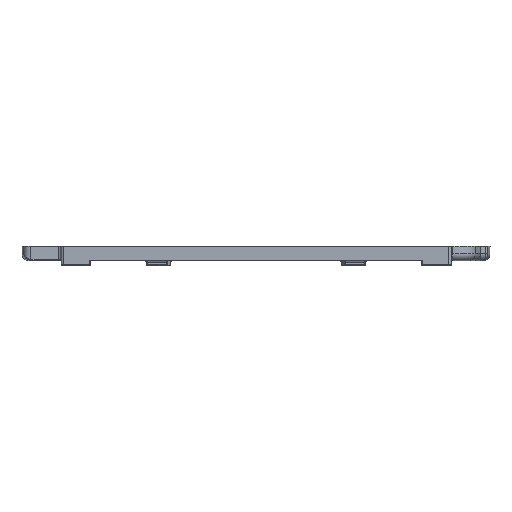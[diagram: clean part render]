
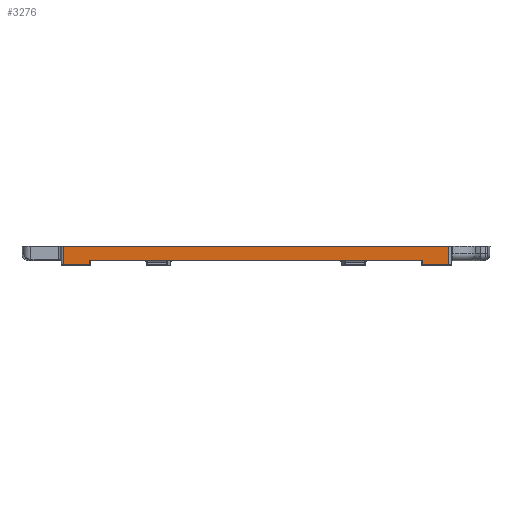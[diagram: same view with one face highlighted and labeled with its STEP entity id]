
A CAD part, front view. The second image highlights one B-rep face of the part: STEP entity #3276.
In plain terms, the highlighted planar face has unit normal (0, -1, 0).
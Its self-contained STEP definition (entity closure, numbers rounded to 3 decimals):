
#217 = DIRECTION ( 'NONE',  ( 0., 0., 1. ) ) ;
#346 = CARTESIAN_POINT ( 'NONE',  ( 68.3, -79., 6. ) ) ;
#421 = ORIENTED_EDGE ( 'NONE', *, *, #3086, .T. ) ;
#431 = CARTESIAN_POINT ( 'NONE',  ( 67.5, -79., 0.3 ) ) ;
#555 = VERTEX_POINT ( 'NONE', #2040 ) ;
#688 = CARTESIAN_POINT ( 'NONE',  ( -80., -79., 6. ) ) ;
#1039 = LINE ( 'NONE', #346, #6003 ) ;
#1303 = DIRECTION ( 'NONE',  ( 1., 0., 0. ) ) ;
#1389 = CARTESIAN_POINT ( 'NONE',  ( 79., -79., 6. ) ) ;
#1479 = CARTESIAN_POINT ( 'NONE',  ( 67.5, -79., -0.5 ) ) ;
#1503 = DIRECTION ( 'NONE',  ( 0., 0., 1. ) ) ;
#1632 = LINE ( 'NONE', #6966, #1971 ) ;
#1633 = LINE ( 'NONE', #4307, #6519 ) ;
#1824 = CARTESIAN_POINT ( 'NONE',  ( -79., -79., 6. ) ) ;
#1831 = CARTESIAN_POINT ( 'NONE',  ( -68.3, -79., -1.5 ) ) ;
#1856 = VERTEX_POINT ( 'NONE', #6424 ) ;
#1859 = LINE ( 'NONE', #5796, #7158 ) ;
#1878 = CARTESIAN_POINT ( 'NONE',  ( 68.3, -79., -1.5 ) ) ;
#1907 = DIRECTION ( 'NONE',  ( 0., 0., -1. ) ) ;
#1971 = VECTOR ( 'NONE', #1503, 1000. ) ;
#1996 = EDGE_CURVE ( 'NONE', #4210, #1856, #1633, .T. ) ;
#2040 = CARTESIAN_POINT ( 'NONE',  ( 68.3, -79., -0.5 ) ) ;
#2225 = VERTEX_POINT ( 'NONE', #3341 ) ;
#2256 = EDGE_LOOP ( 'NONE', ( #2353, #7409, #6839, #5783, #6715, #7306, #6444, #421, #6297, #7847 ) ) ;
#2353 = ORIENTED_EDGE ( 'NONE', *, *, #7192, .T. ) ;
#2364 = VERTEX_POINT ( 'NONE', #5647 ) ;
#2483 = VECTOR ( 'NONE', #3278, 1000. ) ;
#2602 = DIRECTION ( 'NONE',  ( 1., 0., 0. ) ) ;
#2794 = DIRECTION ( 'NONE',  ( 0., 1., 0. ) ) ;
#3006 = DIRECTION ( 'NONE',  ( 0., 0., -1. ) ) ;
#3046 = VERTEX_POINT ( 'NONE', #5241 ) ;
#3058 = EDGE_CURVE ( 'NONE', #5139, #4502, #4017, .T. ) ;
#3086 = EDGE_CURVE ( 'NONE', #1856, #4502, #3402, .T. ) ;
#3173 = DIRECTION ( 'NONE',  ( 1., 0., 0. ) ) ;
#3276 = ADVANCED_FACE ( 'NONE', ( #7060 ), #8322, .F. ) ;
#3278 = DIRECTION ( 'NONE',  ( 0., 0., 1. ) ) ;
#3336 = CARTESIAN_POINT ( 'NONE',  ( -67.5, -79., -0.5 ) ) ;
#3341 = CARTESIAN_POINT ( 'NONE',  ( -67.5, -79., 0.3 ) ) ;
#3402 = LINE ( 'NONE', #1389, #2483 ) ;
#3534 = VERTEX_POINT ( 'NONE', #5526 ) ;
#3703 = DIRECTION ( 'NONE',  ( 0., 1., 0. ) ) ;
#4017 = LINE ( 'NONE', #688, #5276 ) ;
#4210 = VERTEX_POINT ( 'NONE', #1878 ) ;
#4307 = CARTESIAN_POINT ( 'NONE',  ( -80., -79., -1.5 ) ) ;
#4386 = VECTOR ( 'NONE', #2602, 1000. ) ;
#4502 = VERTEX_POINT ( 'NONE', #8373 ) ;
#4529 = LINE ( 'NONE', #1824, #8408 ) ;
#5139 = VERTEX_POINT ( 'NONE', #8556 ) ;
#5241 = CARTESIAN_POINT ( 'NONE',  ( -68.3, -79., -0.5 ) ) ;
#5265 = AXIS2_PLACEMENT_3D ( 'NONE', #8407, #3703, #7715 ) ;
#5276 = VECTOR ( 'NONE', #1303, 1000. ) ;
#5300 = EDGE_CURVE ( 'NONE', #2364, #555, #7803, .T. ) ;
#5498 = EDGE_CURVE ( 'NONE', #555, #4210, #1039, .T. ) ;
#5499 = AXIS2_PLACEMENT_3D ( 'NONE', #3336, #7752, #6698 ) ;
#5526 = CARTESIAN_POINT ( 'NONE',  ( -79., -79., -1.5 ) ) ;
#5572 = AXIS2_PLACEMENT_3D ( 'NONE', #1479, #2794, #217 ) ;
#5610 = VERTEX_POINT ( 'NONE', #1831 ) ;
#5647 = CARTESIAN_POINT ( 'NONE',  ( 67.5, -79., 0.3 ) ) ;
#5700 = DIRECTION ( 'NONE',  ( 1., 0., 0. ) ) ;
#5783 = ORIENTED_EDGE ( 'NONE', *, *, #7424, .T. ) ;
#5796 = CARTESIAN_POINT ( 'NONE',  ( -68., -79., -1.5 ) ) ;
#5927 = LINE ( 'NONE', #431, #4386 ) ;
#6003 = VECTOR ( 'NONE', #3006, 1000. ) ;
#6249 = EDGE_CURVE ( 'NONE', #5610, #3046, #1632, .T. ) ;
#6297 = ORIENTED_EDGE ( 'NONE', *, *, #3058, .F. ) ;
#6424 = CARTESIAN_POINT ( 'NONE',  ( 79., -79., -1.5 ) ) ;
#6444 = ORIENTED_EDGE ( 'NONE', *, *, #1996, .T. ) ;
#6519 = VECTOR ( 'NONE', #5700, 1000. ) ;
#6698 = DIRECTION ( 'NONE',  ( 0., 0., 1. ) ) ;
#6715 = ORIENTED_EDGE ( 'NONE', *, *, #5300, .T. ) ;
#6839 = ORIENTED_EDGE ( 'NONE', *, *, #7836, .T. ) ;
#6888 = CIRCLE ( 'NONE', #5499, 0.8 ) ;
#6966 = CARTESIAN_POINT ( 'NONE',  ( -68.3, -79., 6. ) ) ;
#7060 = FACE_OUTER_BOUND ( 'NONE', #2256, .T. ) ;
#7158 = VECTOR ( 'NONE', #3173, 1000. ) ;
#7192 = EDGE_CURVE ( 'NONE', #3534, #5610, #1859, .T. ) ;
#7306 = ORIENTED_EDGE ( 'NONE', *, *, #5498, .T. ) ;
#7409 = ORIENTED_EDGE ( 'NONE', *, *, #6249, .T. ) ;
#7424 = EDGE_CURVE ( 'NONE', #2225, #2364, #5927, .T. ) ;
#7475 = EDGE_CURVE ( 'NONE', #5139, #3534, #4529, .T. ) ;
#7715 = DIRECTION ( 'NONE',  ( 0., 0., 1. ) ) ;
#7752 = DIRECTION ( 'NONE',  ( 0., 1., 0. ) ) ;
#7803 = CIRCLE ( 'NONE', #5572, 0.8 ) ;
#7836 = EDGE_CURVE ( 'NONE', #3046, #2225, #6888, .T. ) ;
#7847 = ORIENTED_EDGE ( 'NONE', *, *, #7475, .T. ) ;
#8322 = PLANE ( 'NONE',  #5265 ) ;
#8373 = CARTESIAN_POINT ( 'NONE',  ( 79., -79., 6. ) ) ;
#8407 = CARTESIAN_POINT ( 'NONE',  ( -80., -79., 6. ) ) ;
#8408 = VECTOR ( 'NONE', #1907, 1000. ) ;
#8556 = CARTESIAN_POINT ( 'NONE',  ( -79., -79., 6. ) ) ;
